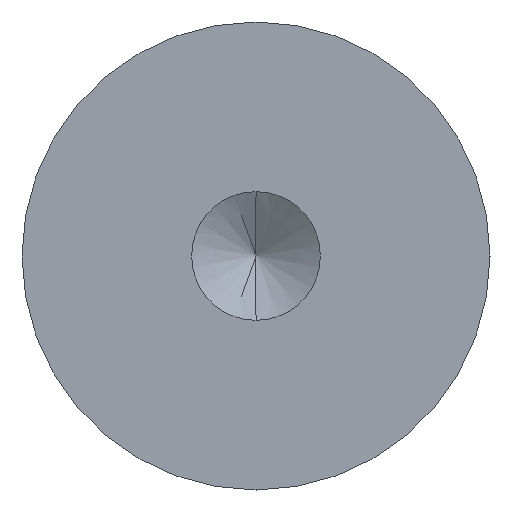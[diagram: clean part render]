
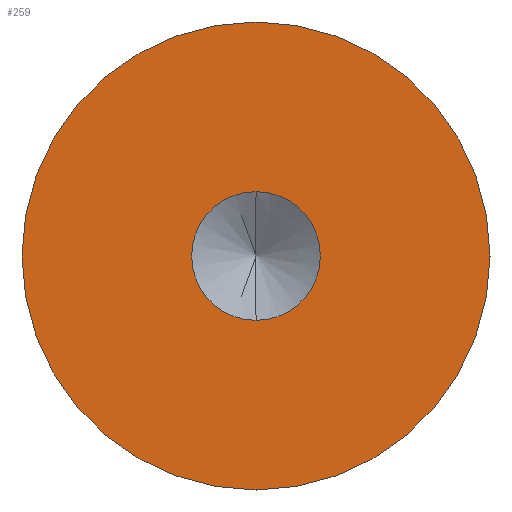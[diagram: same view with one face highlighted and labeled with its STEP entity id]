
A CAD part, front view. The second image highlights one B-rep face of the part: STEP entity #259.
In plain terms, the highlighted planar face has unit normal (0, -1, 0).
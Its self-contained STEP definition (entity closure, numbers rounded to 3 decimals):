
#14 = EDGE_CURVE ( 'NONE', #325, #317, #273, .T. ) ;
#19 = DIRECTION ( 'NONE',  ( 0., -1., 0. ) ) ;
#30 = DIRECTION ( 'NONE',  ( 0., -1., 0. ) ) ;
#31 = CARTESIAN_POINT ( 'NONE',  ( 0., 0., -1.65 ) ) ;
#34 = CIRCLE ( 'NONE', #195, 1.65 ) ;
#36 = CARTESIAN_POINT ( 'NONE',  ( 0., 0., 6. ) ) ;
#40 = CIRCLE ( 'NONE', #92, 6. ) ;
#54 = EDGE_LOOP ( 'NONE', ( #165, #241 ) ) ;
#59 = DIRECTION ( 'NONE',  ( 0., -1., 0. ) ) ;
#85 = CARTESIAN_POINT ( 'NONE',  ( 0., 0., 0. ) ) ;
#92 = AXIS2_PLACEMENT_3D ( 'NONE', #318, #232, #200 ) ;
#101 = CIRCLE ( 'NONE', #370, 1.65 ) ;
#112 = CARTESIAN_POINT ( 'NONE',  ( 0., 0., 1.65 ) ) ;
#117 = DIRECTION ( 'NONE',  ( 0., 0., -1. ) ) ;
#118 = DIRECTION ( 'NONE',  ( 0., 0., -1. ) ) ;
#119 = CARTESIAN_POINT ( 'NONE',  ( 0., 0., 0. ) ) ;
#141 = ORIENTED_EDGE ( 'NONE', *, *, #14, .T. ) ;
#150 = DIRECTION ( 'NONE',  ( 0., 0., -1. ) ) ;
#162 = DIRECTION ( 'NONE',  ( 0., 0., -1. ) ) ;
#165 = ORIENTED_EDGE ( 'NONE', *, *, #173, .F. ) ;
#168 = EDGE_CURVE ( 'NONE', #170, #183, #101, .T. ) ;
#170 = VERTEX_POINT ( 'NONE', #112 ) ;
#173 = EDGE_CURVE ( 'NONE', #183, #170, #34, .T. ) ;
#180 = CARTESIAN_POINT ( 'NONE',  ( 0., 0., -6. ) ) ;
#183 = VERTEX_POINT ( 'NONE', #31 ) ;
#195 = AXIS2_PLACEMENT_3D ( 'NONE', #197, #59, #118 ) ;
#197 = CARTESIAN_POINT ( 'NONE',  ( 0., 0., 0. ) ) ;
#200 = DIRECTION ( 'NONE',  ( 0., 0., -1. ) ) ;
#217 = EDGE_CURVE ( 'NONE', #317, #325, #40, .T. ) ;
#227 = AXIS2_PLACEMENT_3D ( 'NONE', #253, #19, #162 ) ;
#232 = DIRECTION ( 'NONE',  ( 0., -1., 0. ) ) ;
#241 = ORIENTED_EDGE ( 'NONE', *, *, #168, .F. ) ;
#252 = EDGE_LOOP ( 'NONE', ( #141, #343 ) ) ;
#253 = CARTESIAN_POINT ( 'NONE',  ( 0., 0., 0. ) ) ;
#259 = ADVANCED_FACE ( 'NONE', ( #337, #363 ), #261, .T. ) ;
#261 = PLANE ( 'NONE',  #360 ) ;
#271 = DIRECTION ( 'NONE',  ( 0., -1., 0. ) ) ;
#273 = CIRCLE ( 'NONE', #227, 6. ) ;
#317 = VERTEX_POINT ( 'NONE', #36 ) ;
#318 = CARTESIAN_POINT ( 'NONE',  ( 0., 0., 0. ) ) ;
#325 = VERTEX_POINT ( 'NONE', #180 ) ;
#337 = FACE_BOUND ( 'NONE', #54, .T. ) ;
#343 = ORIENTED_EDGE ( 'NONE', *, *, #217, .T. ) ;
#360 = AXIS2_PLACEMENT_3D ( 'NONE', #85, #271, #150 ) ;
#363 = FACE_OUTER_BOUND ( 'NONE', #252, .T. ) ;
#370 = AXIS2_PLACEMENT_3D ( 'NONE', #119, #30, #117 ) ;
